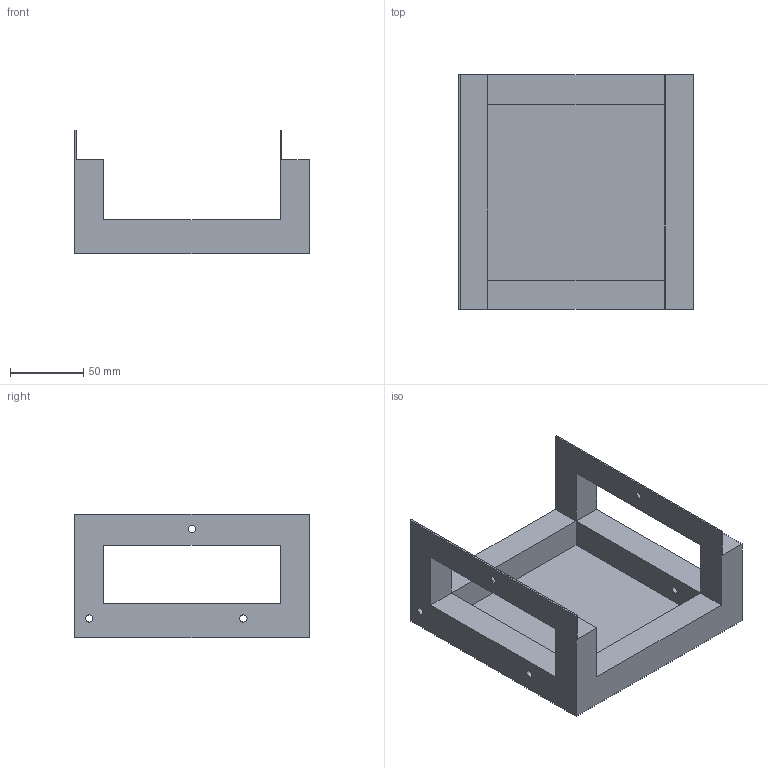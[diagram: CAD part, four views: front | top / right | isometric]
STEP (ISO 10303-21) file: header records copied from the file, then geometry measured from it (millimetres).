
FILE_DESCRIPTION(('STEP AP203'), '1');
FILE_NAME('扻豵鵨', '', ('UNSPECIFIED'), ('UNSPECIFIED'), 'C3D Converter', 'C3D Toolkit', '');
FILE_SCHEMA(('CONFIG_CONTROL_DESIGN'));
Length unit declared in the file: millimetre
Bounding box: 160 x 160 x 84 mm (x, y, z)
Volume: 373633.7 mm3; surface area: 114496.7 mm2
Topology: 1 solids, 1 shells, 33 faces, 87 edges, 54 vertices
Faces by surface type: plane 28, cylinder 5
Full cylindrical faces by diameter (mm): 5 x5
Entity records: 1297 total; most frequent: CARTESIAN_POINT 170, ORIENTED_EDGE 164, DIRECTION 160, EDGE_CURVE 82, LINE 72, VECTOR 72, VERTEX_POINT 54, EDGE_LOOP 50
